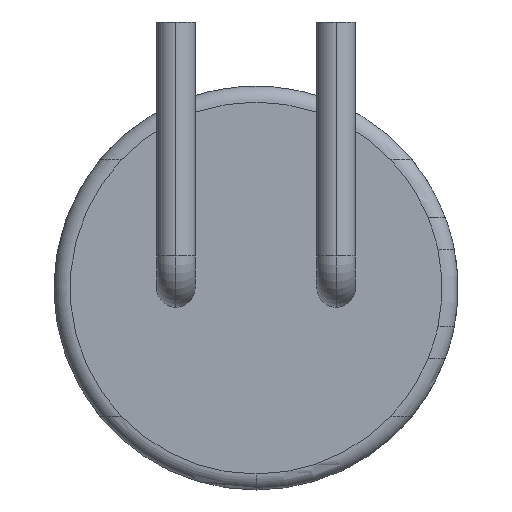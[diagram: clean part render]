
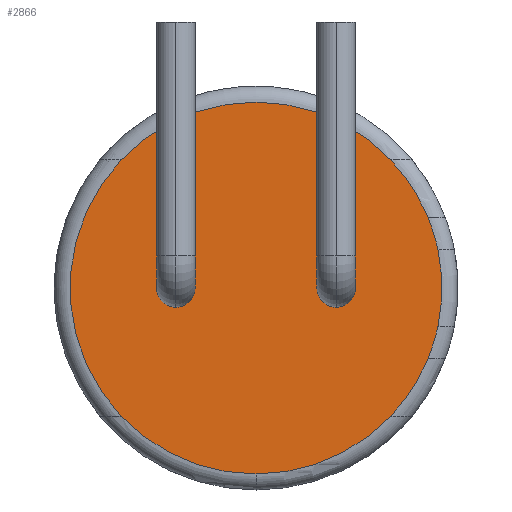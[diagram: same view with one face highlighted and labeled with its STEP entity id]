
A CAD part, front view. The second image highlights one B-rep face of the part: STEP entity #2866.
In plain terms, the highlighted planar face has unit normal (0, -1, 0).
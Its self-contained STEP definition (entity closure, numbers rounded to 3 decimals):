
#22 = CARTESIAN_POINT ( 'NONE',  ( -2.1, 0., -2. ) ) ;
#29 = ORIENTED_EDGE ( 'NONE', *, *, #3301, .T. ) ;
#91 = DIRECTION ( 'NONE',  ( 0., -1., 0. ) ) ;
#117 = CIRCLE ( 'NONE', #333, 2.9 ) ;
#175 = CIRCLE ( 'NONE', #990, 2.9 ) ;
#227 = CARTESIAN_POINT ( 'NONE',  ( -1.25, 0., 0. ) ) ;
#247 = DIRECTION ( 'NONE',  ( 0., 0., -1. ) ) ;
#264 = CIRCLE ( 'NONE', #3930, 2.9 ) ;
#291 = EDGE_CURVE ( 'NONE', #3731, #3367, #3853, .T. ) ;
#304 = FACE_BOUND ( 'NONE', #1141, .T. ) ;
#333 = AXIS2_PLACEMENT_3D ( 'NONE', #2976, #1484, #586 ) ;
#341 = CIRCLE ( 'NONE', #434, 2.9 ) ;
#368 = CIRCLE ( 'NONE', #863, 2.9 ) ;
#388 = CARTESIAN_POINT ( 'NONE',  ( 0., 0., 0. ) ) ;
#434 = AXIS2_PLACEMENT_3D ( 'NONE', #2393, #2701, #3000 ) ;
#458 = ORIENTED_EDGE ( 'NONE', *, *, #1563, .T. ) ;
#527 = DIRECTION ( 'NONE',  ( 0., 0., -1. ) ) ;
#565 = DIRECTION ( 'NONE',  ( 0., -1., 0. ) ) ;
#586 = DIRECTION ( 'NONE',  ( 0., 0., -1. ) ) ;
#596 = CARTESIAN_POINT ( 'NONE',  ( 0., 0., 0. ) ) ;
#623 = CIRCLE ( 'NONE', #2719, 0.3 ) ;
#650 = CARTESIAN_POINT ( 'NONE',  ( -2.1, 0., 2. ) ) ;
#662 = DIRECTION ( 'NONE',  ( 0., -1., 0. ) ) ;
#674 = ORIENTED_EDGE ( 'NONE', *, *, #2160, .F. ) ;
#714 = DIRECTION ( 'NONE',  ( 0., -1., 0. ) ) ;
#721 = AXIS2_PLACEMENT_3D ( 'NONE', #3929, #2791, #977 ) ;
#736 = CARTESIAN_POINT ( 'NONE',  ( 0., 0., 0. ) ) ;
#777 = ORIENTED_EDGE ( 'NONE', *, *, #3640, .F. ) ;
#863 = AXIS2_PLACEMENT_3D ( 'NONE', #3371, #1281, #2476 ) ;
#868 = FACE_BOUND ( 'NONE', #2368, .T. ) ;
#911 = DIRECTION ( 'NONE',  ( 0., -1., 0. ) ) ;
#929 = EDGE_CURVE ( 'NONE', #3824, #3070, #623, .T. ) ;
#935 = CARTESIAN_POINT ( 'NONE',  ( 0., 0., 0. ) ) ;
#977 = DIRECTION ( 'NONE',  ( 0., 0., -1. ) ) ;
#990 = AXIS2_PLACEMENT_3D ( 'NONE', #596, #911, #1225 ) ;
#1092 = AXIS2_PLACEMENT_3D ( 'NONE', #3413, #1320, #3111 ) ;
#1109 = EDGE_CURVE ( 'NONE', #3062, #2766, #341, .T. ) ;
#1119 = FACE_OUTER_BOUND ( 'NONE', #2696, .T. ) ;
#1141 = EDGE_LOOP ( 'NONE', ( #1712, #674 ) ) ;
#1168 = EDGE_CURVE ( 'NONE', #3542, #2834, #175, .T. ) ;
#1192 = CIRCLE ( 'NONE', #1715, 2.9 ) ;
#1225 = DIRECTION ( 'NONE',  ( 0., 0., -1. ) ) ;
#1281 = DIRECTION ( 'NONE',  ( 0., -1., 0. ) ) ;
#1320 = DIRECTION ( 'NONE',  ( 0., -1., 0. ) ) ;
#1351 = ORIENTED_EDGE ( 'NONE', *, *, #1168, .T. ) ;
#1372 = CARTESIAN_POINT ( 'NONE',  ( 1.25, 0., 0. ) ) ;
#1408 = VERTEX_POINT ( 'NONE', #1867 ) ;
#1420 = EDGE_CURVE ( 'NONE', #2422, #3062, #1192, .T. ) ;
#1424 = ORIENTED_EDGE ( 'NONE', *, *, #1109, .T. ) ;
#1433 = CARTESIAN_POINT ( 'NONE',  ( 1.25, 0., -0.3 ) ) ;
#1484 = DIRECTION ( 'NONE',  ( 0., -1., 0. ) ) ;
#1563 = EDGE_CURVE ( 'NONE', #1408, #2661, #1633, .T. ) ;
#1565 = ORIENTED_EDGE ( 'NONE', *, *, #1420, .T. ) ;
#1633 = CIRCLE ( 'NONE', #721, 2.9 ) ;
#1662 = DIRECTION ( 'NONE',  ( 0., -1., 0. ) ) ;
#1687 = AXIS2_PLACEMENT_3D ( 'NONE', #227, #2351, #527 ) ;
#1706 = DIRECTION ( 'NONE',  ( 0., 0., -1. ) ) ;
#1712 = ORIENTED_EDGE ( 'NONE', *, *, #929, .F. ) ;
#1715 = AXIS2_PLACEMENT_3D ( 'NONE', #388, #1739, #1706 ) ;
#1739 = DIRECTION ( 'NONE',  ( 0., -1., 0. ) ) ;
#1827 = AXIS2_PLACEMENT_3D ( 'NONE', #2047, #2060, #247 ) ;
#1867 = CARTESIAN_POINT ( 'NONE',  ( 2.683, 0., 1.1 ) ) ;
#1897 = DIRECTION ( 'NONE',  ( 0., 0., -1. ) ) ;
#1959 = DIRECTION ( 'NONE',  ( 0., 0., -1. ) ) ;
#2047 = CARTESIAN_POINT ( 'NONE',  ( 1.25, 0., 0. ) ) ;
#2059 = CARTESIAN_POINT ( 'NONE',  ( -1.25, 0., 0.3 ) ) ;
#2060 = DIRECTION ( 'NONE',  ( 0., -1., 0. ) ) ;
#2066 = CIRCLE ( 'NONE', #1092, 0.3 ) ;
#2069 = CIRCLE ( 'NONE', #3356, 2.9 ) ;
#2160 = EDGE_CURVE ( 'NONE', #3070, #3824, #2447, .T. ) ;
#2200 = CARTESIAN_POINT ( 'NONE',  ( 0., 0., -2.9 ) ) ;
#2292 = EDGE_CURVE ( 'NONE', #2336, #3729, #368, .T. ) ;
#2336 = VERTEX_POINT ( 'NONE', #650 ) ;
#2351 = DIRECTION ( 'NONE',  ( 0., -1., 0. ) ) ;
#2364 = AXIS2_PLACEMENT_3D ( 'NONE', #736, #91, #1897 ) ;
#2368 = EDGE_LOOP ( 'NONE', ( #777, #2937 ) ) ;
#2387 = DIRECTION ( 'NONE',  ( 0., 0., -1. ) ) ;
#2393 = CARTESIAN_POINT ( 'NONE',  ( 0., 0., 0. ) ) ;
#2398 = EDGE_CURVE ( 'NONE', #2766, #3542, #2662, .T. ) ;
#2422 = VERTEX_POINT ( 'NONE', #2200 ) ;
#2447 = CIRCLE ( 'NONE', #1827, 0.3 ) ;
#2476 = DIRECTION ( 'NONE',  ( 0., 0., -1. ) ) ;
#2536 = DIRECTION ( 'NONE',  ( 0., 0., -1. ) ) ;
#2661 = VERTEX_POINT ( 'NONE', #3493 ) ;
#2662 = CIRCLE ( 'NONE', #2364, 2.9 ) ;
#2694 = CARTESIAN_POINT ( 'NONE',  ( 0., 0., 0. ) ) ;
#2696 = EDGE_LOOP ( 'NONE', ( #1424, #3351, #1351, #29, #458, #2817, #3430, #2884, #1565 ) ) ;
#2701 = DIRECTION ( 'NONE',  ( 0., -1., 0. ) ) ;
#2716 = AXIS2_PLACEMENT_3D ( 'NONE', #935, #662, #2787 ) ;
#2719 = AXIS2_PLACEMENT_3D ( 'NONE', #1372, #1662, #1959 ) ;
#2766 = VERTEX_POINT ( 'NONE', #3459 ) ;
#2787 = DIRECTION ( 'NONE',  ( 0., 0., -1. ) ) ;
#2791 = DIRECTION ( 'NONE',  ( 0., -1., 0. ) ) ;
#2817 = ORIENTED_EDGE ( 'NONE', *, *, #3799, .T. ) ;
#2834 = VERTEX_POINT ( 'NONE', #2949 ) ;
#2842 = CARTESIAN_POINT ( 'NONE',  ( 0., 0., 0. ) ) ;
#2866 = ADVANCED_FACE ( 'NONE', ( #304, #1119, #868 ), #3619, .T. ) ;
#2884 = ORIENTED_EDGE ( 'NONE', *, *, #3557, .T. ) ;
#2937 = ORIENTED_EDGE ( 'NONE', *, *, #291, .F. ) ;
#2949 = CARTESIAN_POINT ( 'NONE',  ( 2.837, 0., 0.6 ) ) ;
#2976 = CARTESIAN_POINT ( 'NONE',  ( 0., 0., 0. ) ) ;
#2982 = CARTESIAN_POINT ( 'NONE',  ( 1.25, 0., 0.3 ) ) ;
#3000 = DIRECTION ( 'NONE',  ( 0., 0., -1. ) ) ;
#3061 = CARTESIAN_POINT ( 'NONE',  ( -1.25, 0., -0.3 ) ) ;
#3062 = VERTEX_POINT ( 'NONE', #3859 ) ;
#3070 = VERTEX_POINT ( 'NONE', #1433 ) ;
#3111 = DIRECTION ( 'NONE',  ( 0., 0., -1. ) ) ;
#3165 = CARTESIAN_POINT ( 'NONE',  ( 2.837, 0., -0.6 ) ) ;
#3301 = EDGE_CURVE ( 'NONE', #2834, #1408, #117, .T. ) ;
#3351 = ORIENTED_EDGE ( 'NONE', *, *, #2398, .T. ) ;
#3356 = AXIS2_PLACEMENT_3D ( 'NONE', #2694, #565, #2387 ) ;
#3367 = VERTEX_POINT ( 'NONE', #2059 ) ;
#3371 = CARTESIAN_POINT ( 'NONE',  ( 0., 0., 0. ) ) ;
#3413 = CARTESIAN_POINT ( 'NONE',  ( -1.25, 0., 0. ) ) ;
#3430 = ORIENTED_EDGE ( 'NONE', *, *, #2292, .T. ) ;
#3459 = CARTESIAN_POINT ( 'NONE',  ( 2.683, 0., -1.1 ) ) ;
#3493 = CARTESIAN_POINT ( 'NONE',  ( 2.1, 0., 2. ) ) ;
#3542 = VERTEX_POINT ( 'NONE', #3165 ) ;
#3557 = EDGE_CURVE ( 'NONE', #3729, #2422, #264, .T. ) ;
#3619 = PLANE ( 'NONE',  #2716 ) ;
#3640 = EDGE_CURVE ( 'NONE', #3367, #3731, #2066, .T. ) ;
#3729 = VERTEX_POINT ( 'NONE', #22 ) ;
#3731 = VERTEX_POINT ( 'NONE', #3061 ) ;
#3799 = EDGE_CURVE ( 'NONE', #2661, #2336, #2069, .T. ) ;
#3824 = VERTEX_POINT ( 'NONE', #2982 ) ;
#3853 = CIRCLE ( 'NONE', #1687, 0.3 ) ;
#3859 = CARTESIAN_POINT ( 'NONE',  ( 2.1, 0., -2. ) ) ;
#3929 = CARTESIAN_POINT ( 'NONE',  ( 0., 0., 0. ) ) ;
#3930 = AXIS2_PLACEMENT_3D ( 'NONE', #2842, #714, #2536 ) ;
